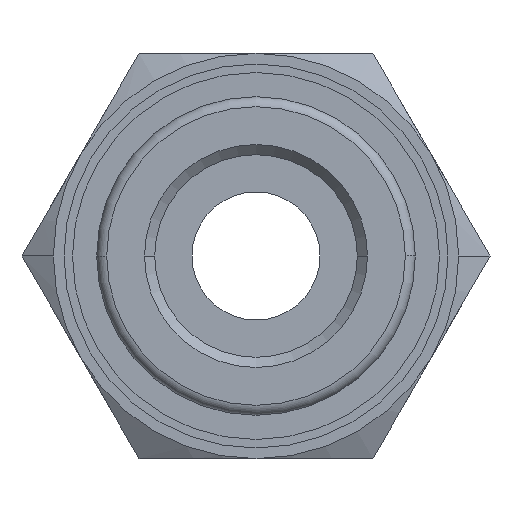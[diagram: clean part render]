
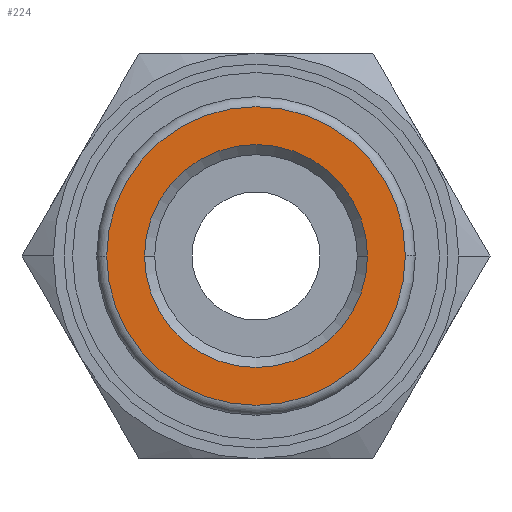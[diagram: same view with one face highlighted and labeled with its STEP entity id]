
A CAD part, front view. The second image highlights one B-rep face of the part: STEP entity #224.
In plain terms, the highlighted planar face has unit normal (0, -1, 0).
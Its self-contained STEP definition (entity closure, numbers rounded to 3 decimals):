
#224=ADVANCED_FACE('',(#457,#458),#459,.T.);
#457=FACE_BOUND('',#686,.T.);
#458=FACE_OUTER_BOUND('',#687,.T.);
#459=PLANE('',#688);
#686=EDGE_LOOP('',(#1233,#1234));
#687=EDGE_LOOP('',(#1235,#1236));
#688=AXIS2_PLACEMENT_3D('',#1237,#1238,#1239);
#1233=ORIENTED_EDGE('',*,*,#1363,.T.);
#1234=ORIENTED_EDGE('',*,*,#1479,.T.);
#1235=ORIENTED_EDGE('',*,*,#1472,.T.);
#1236=ORIENTED_EDGE('',*,*,#1476,.T.);
#1237=CARTESIAN_POINT('',(0.0,0.0,0.0));
#1238=DIRECTION('',(0.0,-1.0,0.0));
#1239=DIRECTION('',(-1.0,0.0,0.0));
#1363=EDGE_CURVE('',#1637,#1635,#1638,.T.);
#1472=EDGE_CURVE('',#1768,#1770,#1772,.T.);
#1476=EDGE_CURVE('',#1770,#1768,#1776,.T.);
#1479=EDGE_CURVE('',#1635,#1637,#1779,.T.);
#1635=VERTEX_POINT('',#2076);
#1637=VERTEX_POINT('',#2079);
#1638=CIRCLE('',#2080,5.225);
#1768=VERTEX_POINT('',#2372);
#1770=VERTEX_POINT('',#2375);
#1772=CIRCLE('',#2378,7.0);
#1776=CIRCLE('',#2382,7.0);
#1779=CIRCLE('',#2385,5.225);
#2076=CARTESIAN_POINT('',(5.225,0.0,0.));
#2079=CARTESIAN_POINT('',(-5.225,0.0,0.));
#2080=AXIS2_PLACEMENT_3D('',#2531,#2532,#2533);
#2372=CARTESIAN_POINT('',(7.0,0.0,0.0));
#2375=CARTESIAN_POINT('',(-7.0,0.0,0.));
#2378=AXIS2_PLACEMENT_3D('',#2657,#2658,#2659);
#2382=AXIS2_PLACEMENT_3D('',#2660,#2661,#2662);
#2385=AXIS2_PLACEMENT_3D('',#2663,#2664,#2665);
#2531=CARTESIAN_POINT('',(0.0,0.0,0.0));
#2532=DIRECTION('',(-0.0,1.0,0.0));
#2533=DIRECTION('',(1.0,0.0,0.0));
#2657=CARTESIAN_POINT('',(0.0,0.0,0.0));
#2658=DIRECTION('',(0.0,-1.0,0.0));
#2659=DIRECTION('',(1.0,0.0,0.0));
#2660=CARTESIAN_POINT('',(0.0,0.0,0.0));
#2661=DIRECTION('',(0.0,-1.0,0.0));
#2662=DIRECTION('',(1.0,0.0,0.0));
#2663=CARTESIAN_POINT('',(0.0,0.0,0.0));
#2664=DIRECTION('',(-0.0,1.0,0.0));
#2665=DIRECTION('',(1.0,0.0,0.0));
